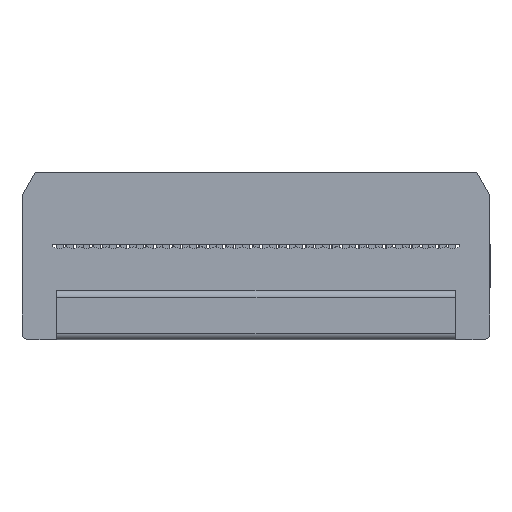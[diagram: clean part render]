
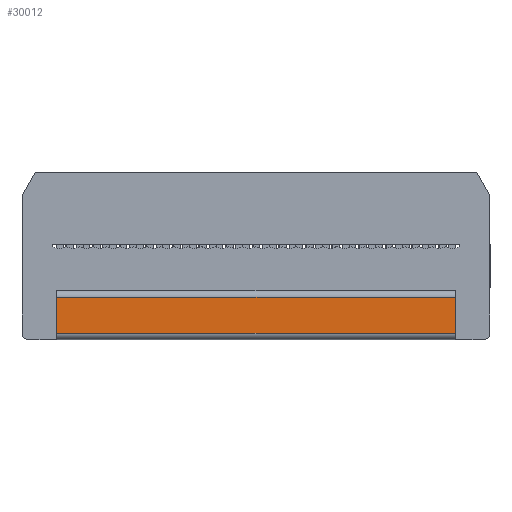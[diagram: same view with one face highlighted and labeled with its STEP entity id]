
A CAD part, front view. The second image highlights one B-rep face of the part: STEP entity #30012.
In plain terms, the highlighted planar face has unit normal (0, -1, 0).
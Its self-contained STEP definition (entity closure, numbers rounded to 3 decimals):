
#89 = CARTESIAN_POINT ( 'NONE',  ( 14., -1.154, -6.7 ) ) ;
#160 = VECTOR ( 'NONE', #26427, 1000. ) ;
#4032 = DIRECTION ( 'NONE',  ( 0., 0., -1. ) ) ;
#5566 = CARTESIAN_POINT ( 'NONE',  ( 24., -1.154, 58.1 ) ) ;
#5794 = DIRECTION ( 'NONE',  ( 0., 1., 0. ) ) ;
#9488 = LINE ( 'NONE', #20379, #10683 ) ;
#10683 = VECTOR ( 'NONE', #13679, 1000. ) ;
#10732 = ORIENTED_EDGE ( 'NONE', *, *, #16579, .T. ) ;
#12422 = VERTEX_POINT ( 'NONE', #47847 ) ;
#12528 = CARTESIAN_POINT ( 'NONE',  ( -16., -1.154, -4. ) ) ;
#13679 = DIRECTION ( 'NONE',  ( 1., 0., 0. ) ) ;
#14920 = LINE ( 'NONE', #46036, #21350 ) ;
#15303 = EDGE_CURVE ( 'NONE', #48472, #24505, #14920, .T. ) ;
#16579 = EDGE_CURVE ( 'NONE', #46160, #12422, #18523, .T. ) ;
#18523 = LINE ( 'NONE', #26195, #160 ) ;
#20379 = CARTESIAN_POINT ( 'NONE',  ( 24., -1.154, -6.7 ) ) ;
#20579 = VECTOR ( 'NONE', #22011, 1000. ) ;
#21350 = VECTOR ( 'NONE', #4032, 1000. ) ;
#22011 = DIRECTION ( 'NONE',  ( -1., 0., 0. ) ) ;
#23695 = CARTESIAN_POINT ( 'NONE',  ( 14., -1.154, -4. ) ) ;
#24505 = VERTEX_POINT ( 'NONE', #89 ) ;
#26195 = CARTESIAN_POINT ( 'NONE',  ( -16., -1.154, 58.1 ) ) ;
#26427 = DIRECTION ( 'NONE',  ( 0., 0., -1. ) ) ;
#27202 = ORIENTED_EDGE ( 'NONE', *, *, #43495, .T. ) ;
#30012 = ADVANCED_FACE ( 'NONE', ( #43133 ), #39434, .F. ) ;
#31266 = DIRECTION ( 'NONE',  ( 0., 0., 1. ) ) ;
#33345 = LINE ( 'NONE', #33585, #20579 ) ;
#33585 = CARTESIAN_POINT ( 'NONE',  ( 24., -1.154, -4. ) ) ;
#36866 = EDGE_CURVE ( 'NONE', #12422, #24505, #9488, .T. ) ;
#39434 = PLANE ( 'NONE',  #47899 ) ;
#43133 = FACE_OUTER_BOUND ( 'NONE', #47344, .T. ) ;
#43495 = EDGE_CURVE ( 'NONE', #48472, #46160, #33345, .T. ) ;
#46036 = CARTESIAN_POINT ( 'NONE',  ( 14., -1.154, 58.1 ) ) ;
#46160 = VERTEX_POINT ( 'NONE', #12528 ) ;
#47082 = ORIENTED_EDGE ( 'NONE', *, *, #15303, .F. ) ;
#47344 = EDGE_LOOP ( 'NONE', ( #47953, #47082, #27202, #10732 ) ) ;
#47847 = CARTESIAN_POINT ( 'NONE',  ( -16., -1.154, -6.7 ) ) ;
#47899 = AXIS2_PLACEMENT_3D ( 'NONE', #5566, #5794, #31266 ) ;
#47953 = ORIENTED_EDGE ( 'NONE', *, *, #36866, .T. ) ;
#48472 = VERTEX_POINT ( 'NONE', #23695 ) ;
